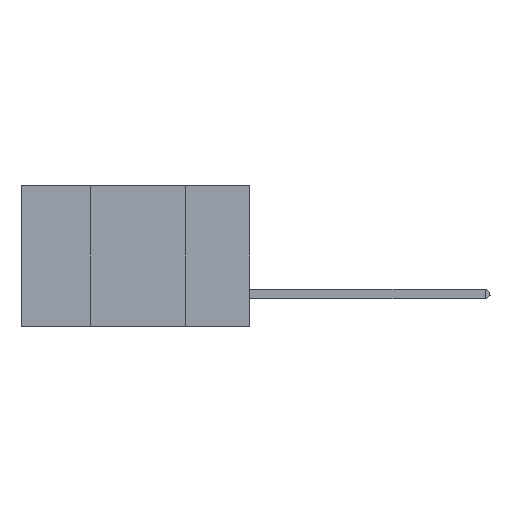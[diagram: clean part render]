
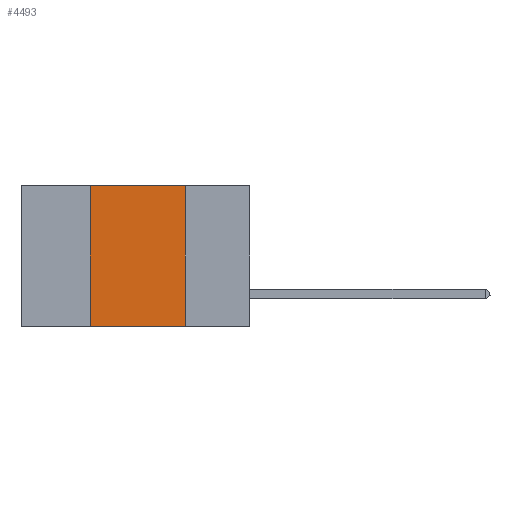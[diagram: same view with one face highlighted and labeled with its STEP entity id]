
A CAD part, left-side view. The second image highlights one B-rep face of the part: STEP entity #4493.
In plain terms, the highlighted planar face has unit normal (-1, 0, 0).
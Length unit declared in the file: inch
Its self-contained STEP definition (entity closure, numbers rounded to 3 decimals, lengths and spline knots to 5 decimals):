
#3270 = LINE ( 'NONE', #26481, #34718 ) ;
#3292 = CARTESIAN_POINT ( 'NONE',  ( 0., 0.6, 0. ) ) ;
#3602 = VECTOR ( 'NONE', #36274, 39.37008 ) ;
#3873 = EDGE_CURVE ( 'NONE', #33741, #4984, #15520, .T. ) ;
#4493 = ADVANCED_FACE ( 'NONE', ( #20348 ), #8810, .F. ) ;
#4984 = VERTEX_POINT ( 'NONE', #9043 ) ;
#7511 = ORIENTED_EDGE ( 'NONE', *, *, #29291, .F. ) ;
#8810 = PLANE ( 'NONE',  #18827 ) ;
#9043 = CARTESIAN_POINT ( 'NONE',  ( 0., 0.42, 0. ) ) ;
#11024 = VERTEX_POINT ( 'NONE', #13182 ) ;
#11903 = DIRECTION ( 'NONE',  ( 0., 0., -1. ) ) ;
#13182 = CARTESIAN_POINT ( 'NONE',  ( 0., 0.17, -0.37 ) ) ;
#13628 = VECTOR ( 'NONE', #21311, 39.37008 ) ;
#15096 = DIRECTION ( 'NONE',  ( 0., 0., -1. ) ) ;
#15520 = LINE ( 'NONE', #16754, #3602 ) ;
#16754 = CARTESIAN_POINT ( 'NONE',  ( 0., 0.42, 0. ) ) ;
#17332 = DIRECTION ( 'NONE',  ( 1., 0., 0. ) ) ;
#17826 = ORIENTED_EDGE ( 'NONE', *, *, #3873, .F. ) ;
#18827 = AXIS2_PLACEMENT_3D ( 'NONE', #3292, #17332, #11903 ) ;
#18952 = VERTEX_POINT ( 'NONE', #21919 ) ;
#19825 = LINE ( 'NONE', #31685, #13628 ) ;
#19999 = ORIENTED_EDGE ( 'NONE', *, *, #36354, .F. ) ;
#20348 = FACE_OUTER_BOUND ( 'NONE', #27725, .T. ) ;
#21311 = DIRECTION ( 'NONE',  ( 0., -1., 0. ) ) ;
#21919 = CARTESIAN_POINT ( 'NONE',  ( 0., 0.17, 0. ) ) ;
#24796 = ORIENTED_EDGE ( 'NONE', *, *, #29882, .T. ) ;
#26481 = CARTESIAN_POINT ( 'NONE',  ( 0., 0.17, 0. ) ) ;
#27725 = EDGE_LOOP ( 'NONE', ( #19999, #7511, #17826, #24796 ) ) ;
#28734 = VECTOR ( 'NONE', #35597, 39.37008 ) ;
#29291 = EDGE_CURVE ( 'NONE', #4984, #18952, #34974, .T. ) ;
#29410 = CARTESIAN_POINT ( 'NONE',  ( 0., 0.42, -0.37 ) ) ;
#29882 = EDGE_CURVE ( 'NONE', #33741, #11024, #19825, .T. ) ;
#30004 = CARTESIAN_POINT ( 'NONE',  ( 0., 0.6, 0. ) ) ;
#31685 = CARTESIAN_POINT ( 'NONE',  ( 0., 0.6, -0.37 ) ) ;
#33741 = VERTEX_POINT ( 'NONE', #29410 ) ;
#34718 = VECTOR ( 'NONE', #15096, 39.37008 ) ;
#34974 = LINE ( 'NONE', #30004, #28734 ) ;
#35597 = DIRECTION ( 'NONE',  ( 0., -1., 0. ) ) ;
#36274 = DIRECTION ( 'NONE',  ( 0., 0., 1. ) ) ;
#36354 = EDGE_CURVE ( 'NONE', #18952, #11024, #3270, .T. ) ;
